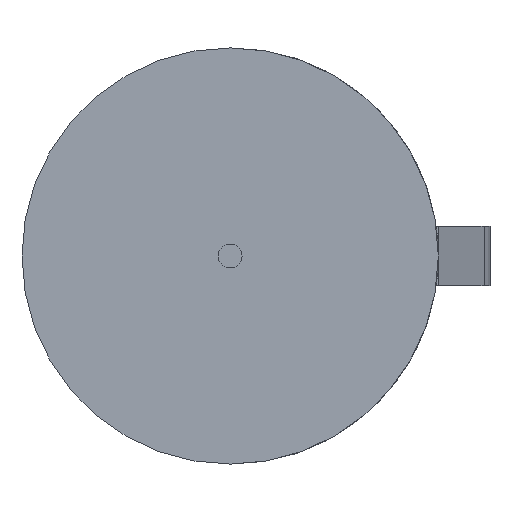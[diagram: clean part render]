
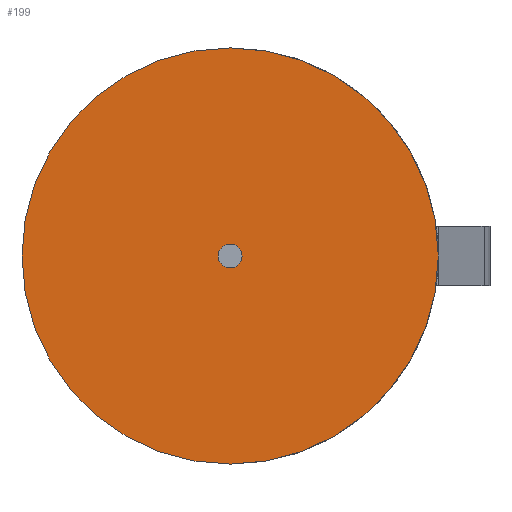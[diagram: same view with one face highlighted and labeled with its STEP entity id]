
A CAD part, front view. The second image highlights one B-rep face of the part: STEP entity #199.
In plain terms, the highlighted planar face has unit normal (0, -1, 0).
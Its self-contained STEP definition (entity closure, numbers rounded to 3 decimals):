
#22 = FACE_OUTER_BOUND ( 'NONE', #504, .T. ) ;
#25 = CARTESIAN_POINT ( 'NONE',  ( 0., 0., 0. ) ) ;
#34 = EDGE_CURVE ( 'NONE', #537, #374, #331, .T. ) ;
#39 = CARTESIAN_POINT ( 'NONE',  ( 0., 0., 0. ) ) ;
#40 = ORIENTED_EDGE ( 'NONE', *, *, #413, .F. ) ;
#44 = AXIS2_PLACEMENT_3D ( 'NONE', #25, #449, #70 ) ;
#70 = DIRECTION ( 'NONE',  ( 0., 0., 1. ) ) ;
#77 = DIRECTION ( 'NONE',  ( 0., 0., 1. ) ) ;
#85 = CIRCLE ( 'NONE', #125, 10. ) ;
#96 = DIRECTION ( 'NONE',  ( 0., 1., 0. ) ) ;
#125 = AXIS2_PLACEMENT_3D ( 'NONE', #530, #322, #77 ) ;
#129 = VERTEX_POINT ( 'NONE', #212 ) ;
#156 = DIRECTION ( 'NONE',  ( 0., -1., 0. ) ) ;
#185 = VERTEX_POINT ( 'NONE', #491 ) ;
#199 = ADVANCED_FACE ( 'NONE', ( #390, #22 ), #318, .F. ) ;
#202 = EDGE_LOOP ( 'NONE', ( #312, #40 ) ) ;
#212 = CARTESIAN_POINT ( 'NONE',  ( 0., 0., 10. ) ) ;
#216 = AXIS2_PLACEMENT_3D ( 'NONE', #496, #156, #534 ) ;
#225 = CIRCLE ( 'NONE', #216, 10. ) ;
#228 = AXIS2_PLACEMENT_3D ( 'NONE', #473, #96, #260 ) ;
#244 = CARTESIAN_POINT ( 'NONE',  ( 0., 0., 175. ) ) ;
#260 = DIRECTION ( 'NONE',  ( 0., 0., 1. ) ) ;
#286 = DIRECTION ( 'NONE',  ( 0., 0., 1. ) ) ;
#311 = EDGE_CURVE ( 'NONE', #374, #537, #320, .T. ) ;
#312 = ORIENTED_EDGE ( 'NONE', *, *, #406, .F. ) ;
#318 = PLANE ( 'NONE',  #44 ) ;
#320 = CIRCLE ( 'NONE', #338, 175. ) ;
#322 = DIRECTION ( 'NONE',  ( 0., -1., 0. ) ) ;
#331 = CIRCLE ( 'NONE', #228, 175. ) ;
#338 = AXIS2_PLACEMENT_3D ( 'NONE', #39, #369, #286 ) ;
#369 = DIRECTION ( 'NONE',  ( 0., 1., 0. ) ) ;
#374 = VERTEX_POINT ( 'NONE', #244 ) ;
#390 = FACE_BOUND ( 'NONE', #202, .T. ) ;
#406 = EDGE_CURVE ( 'NONE', #129, #185, #85, .T. ) ;
#413 = EDGE_CURVE ( 'NONE', #185, #129, #225, .T. ) ;
#436 = ORIENTED_EDGE ( 'NONE', *, *, #311, .F. ) ;
#438 = ORIENTED_EDGE ( 'NONE', *, *, #34, .F. ) ;
#449 = DIRECTION ( 'NONE',  ( 0., 1., 0. ) ) ;
#467 = CARTESIAN_POINT ( 'NONE',  ( 0., 0., -175. ) ) ;
#473 = CARTESIAN_POINT ( 'NONE',  ( 0., 0., 0. ) ) ;
#491 = CARTESIAN_POINT ( 'NONE',  ( 0., 0., -10. ) ) ;
#496 = CARTESIAN_POINT ( 'NONE',  ( 0., 0., 0. ) ) ;
#504 = EDGE_LOOP ( 'NONE', ( #438, #436 ) ) ;
#530 = CARTESIAN_POINT ( 'NONE',  ( 0., 0., 0. ) ) ;
#534 = DIRECTION ( 'NONE',  ( 0., 0., 1. ) ) ;
#537 = VERTEX_POINT ( 'NONE', #467 ) ;
